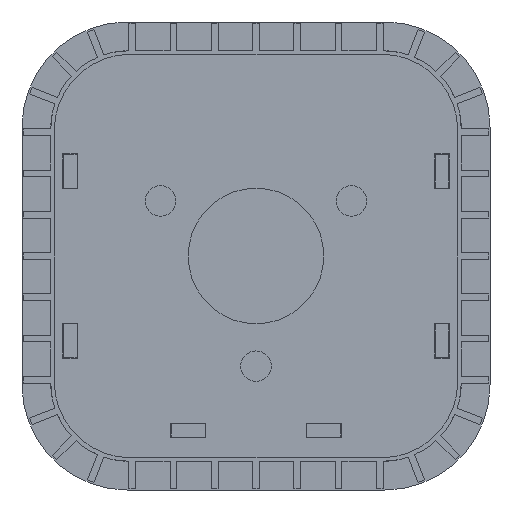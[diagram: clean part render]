
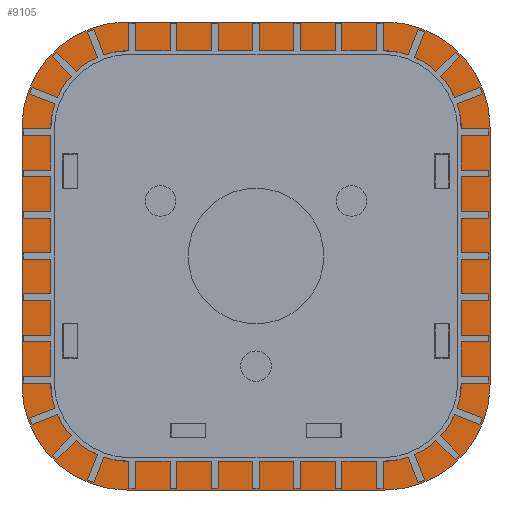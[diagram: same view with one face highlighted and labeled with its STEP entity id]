
A CAD part, front view. The second image highlights one B-rep face of the part: STEP entity #9105.
In plain terms, the highlighted planar face has unit normal (0, -1, 0).
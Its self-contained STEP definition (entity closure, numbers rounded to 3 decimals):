
#309 = DIRECTION ( 'NONE',  ( 0., -1., 0. ) ) ;
#373 = DIRECTION ( 'NONE',  ( 0., 1., 0. ) ) ;
#399 = FACE_BOUND ( 'NONE', #5819, .T. ) ;
#508 = ORIENTED_EDGE ( 'NONE', *, *, #3002, .F. ) ;
#514 = EDGE_CURVE ( 'NONE', #12623, #14167, #12426, .T. ) ;
#581 = VERTEX_POINT ( 'NONE', #10604 ) ;
#630 = CARTESIAN_POINT ( 'NONE',  ( -38., 0., -69. ) ) ;
#636 = EDGE_CURVE ( 'NONE', #21077, #6179, #6229, .T. ) ;
#848 = EDGE_CURVE ( 'NONE', #8628, #15562, #2476, .T. ) ;
#1032 = ORIENTED_EDGE ( 'NONE', *, *, #5461, .F. ) ;
#1073 = CARTESIAN_POINT ( 'NONE',  ( 57.25, 0., -37.25 ) ) ;
#1226 = ORIENTED_EDGE ( 'NONE', *, *, #514, .F. ) ;
#1441 = DIRECTION ( 'NONE',  ( -1., 0., 0. ) ) ;
#1590 = CIRCLE ( 'NONE', #13604, 31. ) ;
#2034 = VECTOR ( 'NONE', #15344, 1000. ) ;
#2162 = EDGE_CURVE ( 'NONE', #15645, #11687, #16654, .T. ) ;
#2352 = LINE ( 'NONE', #8717, #8205 ) ;
#2476 = CIRCLE ( 'NONE', #18630, 31. ) ;
#2533 = VERTEX_POINT ( 'NONE', #16677 ) ;
#2901 = ORIENTED_EDGE ( 'NONE', *, *, #19165, .F. ) ;
#2952 = VERTEX_POINT ( 'NONE', #3191 ) ;
#3002 = EDGE_CURVE ( 'NONE', #581, #3639, #8445, .T. ) ;
#3044 = DIRECTION ( 'NONE',  ( 0., 0., -1. ) ) ;
#3052 = AXIS2_PLACEMENT_3D ( 'NONE', #6095, #11283, #11391 ) ;
#3191 = CARTESIAN_POINT ( 'NONE',  ( -37.25, 0., 57.25 ) ) ;
#3631 = DIRECTION ( 'NONE',  ( 0., 0., 1. ) ) ;
#3639 = VERTEX_POINT ( 'NONE', #10027 ) ;
#4002 = DIRECTION ( 'NONE',  ( 0., -1., 0. ) ) ;
#4031 = EDGE_CURVE ( 'NONE', #2533, #12246, #1590, .T. ) ;
#4378 = CARTESIAN_POINT ( 'NONE',  ( 38., 0., -69. ) ) ;
#4490 = DIRECTION ( 'NONE',  ( 0., 0., 1. ) ) ;
#4495 = ORIENTED_EDGE ( 'NONE', *, *, #2162, .F. ) ;
#4496 = AXIS2_PLACEMENT_3D ( 'NONE', #20799, #4002, #6051 ) ;
#4651 = CARTESIAN_POINT ( 'NONE',  ( 69., 0., -38. ) ) ;
#4653 = CARTESIAN_POINT ( 'NONE',  ( -57.25, 0., 37.5 ) ) ;
#4799 = DIRECTION ( 'NONE',  ( 0., 0., -1. ) ) ;
#5247 = ORIENTED_EDGE ( 'NONE', *, *, #6093, .F. ) ;
#5461 = EDGE_CURVE ( 'NONE', #15562, #21077, #15689, .T. ) ;
#5703 = ORIENTED_EDGE ( 'NONE', *, *, #6109, .F. ) ;
#5748 = ORIENTED_EDGE ( 'NONE', *, *, #8927, .F. ) ;
#5787 = LINE ( 'NONE', #17533, #9936 ) ;
#5819 = EDGE_LOOP ( 'NONE', ( #508, #5703, #2901, #5247, #1226, #15251, #4495, #11442 ) ) ;
#5908 = LINE ( 'NONE', #20649, #19583 ) ;
#6051 = DIRECTION ( 'NONE',  ( 0., 0., -1. ) ) ;
#6093 = EDGE_CURVE ( 'NONE', #14167, #2952, #6812, .T. ) ;
#6095 = CARTESIAN_POINT ( 'NONE',  ( 38., 0., -38. ) ) ;
#6109 = EDGE_CURVE ( 'NONE', #6458, #581, #19731, .T. ) ;
#6179 = VERTEX_POINT ( 'NONE', #15212 ) ;
#6229 = CIRCLE ( 'NONE', #8308, 31. ) ;
#6458 = VERTEX_POINT ( 'NONE', #14106 ) ;
#6606 = DIRECTION ( 'NONE',  ( 0., 0., 1. ) ) ;
#6812 = LINE ( 'NONE', #19834, #17813 ) ;
#6854 = DIRECTION ( 'NONE',  ( 0., 0., 1. ) ) ;
#6994 = EDGE_LOOP ( 'NONE', ( #10833, #5748, #17626, #13657, #9904, #1032, #16767, #8635 ) ) ;
#7002 = EDGE_CURVE ( 'NONE', #6179, #15533, #15667, .T. ) ;
#7302 = DIRECTION ( 'NONE',  ( 1., 0., 0. ) ) ;
#7464 = CARTESIAN_POINT ( 'NONE',  ( 57.25, 0., 37.25 ) ) ;
#7470 = CARTESIAN_POINT ( 'NONE',  ( 38., 0., 38. ) ) ;
#7711 = AXIS2_PLACEMENT_3D ( 'NONE', #13043, #11023, #17576 ) ;
#7932 = EDGE_CURVE ( 'NONE', #3639, #15645, #5908, .T. ) ;
#8205 = VECTOR ( 'NONE', #15279, 1000. ) ;
#8308 = AXIS2_PLACEMENT_3D ( 'NONE', #7470, #14017, #6606 ) ;
#8439 = CARTESIAN_POINT ( 'NONE',  ( 38., 0., 69. ) ) ;
#8445 = CIRCLE ( 'NONE', #20784, 20. ) ;
#8555 = VECTOR ( 'NONE', #15510, 1000. ) ;
#8628 = VERTEX_POINT ( 'NONE', #11594 ) ;
#8635 = ORIENTED_EDGE ( 'NONE', *, *, #12061, .F. ) ;
#8717 = CARTESIAN_POINT ( 'NONE',  ( 57.25, 0., -37.5 ) ) ;
#8779 = CARTESIAN_POINT ( 'NONE',  ( 69., 0., -38. ) ) ;
#8836 = LINE ( 'NONE', #630, #8555 ) ;
#8927 = EDGE_CURVE ( 'NONE', #12079, #2533, #8836, .T. ) ;
#9105 = ADVANCED_FACE ( 'NONE', ( #10336, #399 ), #15169, .F. ) ;
#9125 = CARTESIAN_POINT ( 'NONE',  ( -38., 0., 69. ) ) ;
#9481 = DIRECTION ( 'NONE',  ( 1., 0., 0. ) ) ;
#9512 = EDGE_CURVE ( 'NONE', #15533, #12079, #12008, .T. ) ;
#9780 = CARTESIAN_POINT ( 'NONE',  ( -37.25, 0., -37.25 ) ) ;
#9904 = ORIENTED_EDGE ( 'NONE', *, *, #636, .F. ) ;
#9936 = VECTOR ( 'NONE', #4490, 1000. ) ;
#10027 = CARTESIAN_POINT ( 'NONE',  ( -37.25, 0., -57.25 ) ) ;
#10160 = DIRECTION ( 'NONE',  ( 0., 0., 1. ) ) ;
#10336 = FACE_OUTER_BOUND ( 'NONE', #6994, .T. ) ;
#10604 = CARTESIAN_POINT ( 'NONE',  ( -57.25, 0., -37.25 ) ) ;
#10833 = ORIENTED_EDGE ( 'NONE', *, *, #4031, .F. ) ;
#11023 = DIRECTION ( 'NONE',  ( 0., -1., 0. ) ) ;
#11283 = DIRECTION ( 'NONE',  ( 0., 1., 0. ) ) ;
#11391 = DIRECTION ( 'NONE',  ( 0., 0., -1. ) ) ;
#11442 = ORIENTED_EDGE ( 'NONE', *, *, #7932, .F. ) ;
#11594 = CARTESIAN_POINT ( 'NONE',  ( -69., 0., 38. ) ) ;
#11687 = VERTEX_POINT ( 'NONE', #1073 ) ;
#11870 = CARTESIAN_POINT ( 'NONE',  ( -38., 0., 38. ) ) ;
#12008 = CIRCLE ( 'NONE', #3052, 31. ) ;
#12013 = EDGE_CURVE ( 'NONE', #11687, #12623, #2352, .T. ) ;
#12061 = EDGE_CURVE ( 'NONE', #12246, #8628, #5787, .T. ) ;
#12079 = VERTEX_POINT ( 'NONE', #4378 ) ;
#12246 = VERTEX_POINT ( 'NONE', #13593 ) ;
#12426 = CIRCLE ( 'NONE', #4496, 20. ) ;
#12623 = VERTEX_POINT ( 'NONE', #7464 ) ;
#13043 = CARTESIAN_POINT ( 'NONE',  ( 37.25, 0., -37.25 ) ) ;
#13230 = CARTESIAN_POINT ( 'NONE',  ( -38., 0., -38. ) ) ;
#13593 = CARTESIAN_POINT ( 'NONE',  ( -69., 0., -38. ) ) ;
#13604 = AXIS2_PLACEMENT_3D ( 'NONE', #19979, #373, #6854 ) ;
#13657 = ORIENTED_EDGE ( 'NONE', *, *, #7002, .F. ) ;
#14017 = DIRECTION ( 'NONE',  ( 0., 1., 0. ) ) ;
#14106 = CARTESIAN_POINT ( 'NONE',  ( -57.25, 0., 37.25 ) ) ;
#14167 = VERTEX_POINT ( 'NONE', #16918 ) ;
#15169 = PLANE ( 'NONE',  #17168 ) ;
#15212 = CARTESIAN_POINT ( 'NONE',  ( 69., 0., 38. ) ) ;
#15251 = ORIENTED_EDGE ( 'NONE', *, *, #12013, .F. ) ;
#15279 = DIRECTION ( 'NONE',  ( 0., 0., 1. ) ) ;
#15344 = DIRECTION ( 'NONE',  ( 0., 0., -1. ) ) ;
#15502 = CARTESIAN_POINT ( 'NONE',  ( -37.25, 0., 37.25 ) ) ;
#15510 = DIRECTION ( 'NONE',  ( -1., 0., 0. ) ) ;
#15533 = VERTEX_POINT ( 'NONE', #4651 ) ;
#15562 = VERTEX_POINT ( 'NONE', #19307 ) ;
#15645 = VERTEX_POINT ( 'NONE', #19512 ) ;
#15652 = CIRCLE ( 'NONE', #17187, 20. ) ;
#15667 = LINE ( 'NONE', #8779, #2034 ) ;
#15689 = LINE ( 'NONE', #9125, #18475 ) ;
#16341 = DIRECTION ( 'NONE',  ( 0., -1., 0. ) ) ;
#16654 = CIRCLE ( 'NONE', #7711, 20. ) ;
#16677 = CARTESIAN_POINT ( 'NONE',  ( -38., 0., -69. ) ) ;
#16767 = ORIENTED_EDGE ( 'NONE', *, *, #848, .F. ) ;
#16918 = CARTESIAN_POINT ( 'NONE',  ( 37.25, 0., 57.25 ) ) ;
#17113 = VECTOR ( 'NONE', #3044, 1000. ) ;
#17168 = AXIS2_PLACEMENT_3D ( 'NONE', #13230, #18298, #3631 ) ;
#17187 = AXIS2_PLACEMENT_3D ( 'NONE', #15502, #309, #20116 ) ;
#17533 = CARTESIAN_POINT ( 'NONE',  ( -69., 0., -38. ) ) ;
#17576 = DIRECTION ( 'NONE',  ( 0., 0., -1. ) ) ;
#17626 = ORIENTED_EDGE ( 'NONE', *, *, #9512, .F. ) ;
#17813 = VECTOR ( 'NONE', #1441, 1000. ) ;
#18298 = DIRECTION ( 'NONE',  ( 0., 1., 0. ) ) ;
#18475 = VECTOR ( 'NONE', #7302, 1000. ) ;
#18630 = AXIS2_PLACEMENT_3D ( 'NONE', #11870, #18647, #10160 ) ;
#18647 = DIRECTION ( 'NONE',  ( 0., 1., 0. ) ) ;
#19165 = EDGE_CURVE ( 'NONE', #2952, #6458, #15652, .T. ) ;
#19307 = CARTESIAN_POINT ( 'NONE',  ( -38., 0., 69. ) ) ;
#19512 = CARTESIAN_POINT ( 'NONE',  ( 37.25, 0., -57.25 ) ) ;
#19583 = VECTOR ( 'NONE', #9481, 1000. ) ;
#19731 = LINE ( 'NONE', #4653, #17113 ) ;
#19834 = CARTESIAN_POINT ( 'NONE',  ( 37.5, 0., 57.25 ) ) ;
#19979 = CARTESIAN_POINT ( 'NONE',  ( -38., 0., -38. ) ) ;
#20116 = DIRECTION ( 'NONE',  ( 0., 0., -1. ) ) ;
#20649 = CARTESIAN_POINT ( 'NONE',  ( -37.5, 0., -57.25 ) ) ;
#20784 = AXIS2_PLACEMENT_3D ( 'NONE', #9780, #16341, #4799 ) ;
#20799 = CARTESIAN_POINT ( 'NONE',  ( 37.25, 0., 37.25 ) ) ;
#21077 = VERTEX_POINT ( 'NONE', #8439 ) ;
